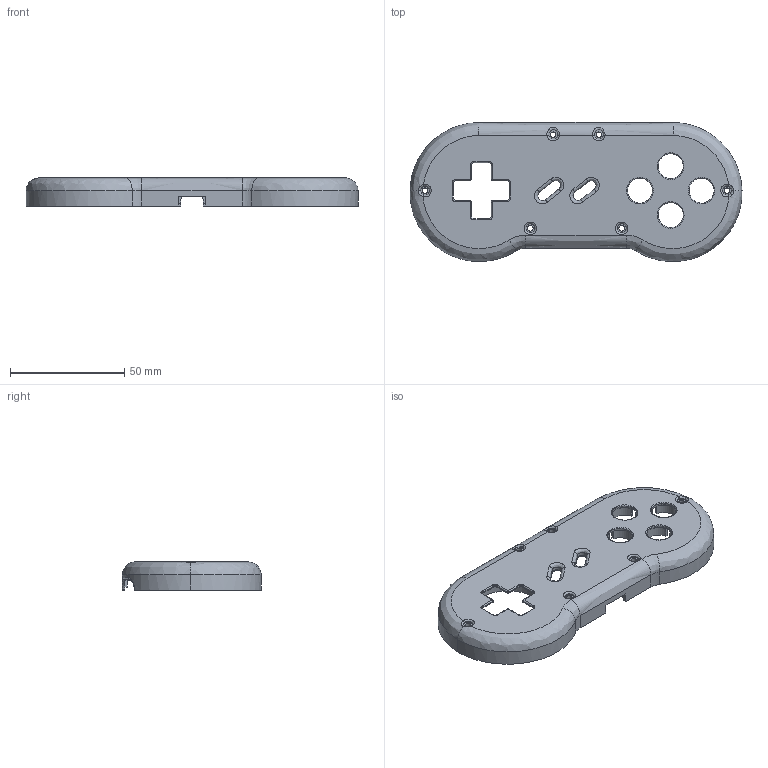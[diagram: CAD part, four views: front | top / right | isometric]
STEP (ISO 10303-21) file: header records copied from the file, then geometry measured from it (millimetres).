
FILE_DESCRIPTION(/* description */ (''),/* implementation_level */ '2;1');
FILE_NAME(/* name */ 'UpperShellBody_v3.step',/* time_stamp */ '2022-12-06T19:53:42-08:00',/* author */ (''),/* organization */ (''),/* preprocessor_version */ 'ST-DEVELOPER v19.2',/* originating_system */ 'Autodesk Translation Framework v11.17.0.187',/* authorisation */ '');
FILE_SCHEMA (('AUTOMOTIVE_DESIGN { 1 0 10303 214 3 1 1 }'));
Length unit declared in the file: millimetre
Products named in the file (1): UpperShellBody
Bounding box: 145.45 x 60.91 x 12.32 mm (x, y, z)
Volume: 19987.8 mm3; surface area: 23827.4 mm2
Topology: 1 solids, 1 shells, 375 faces, 955 edges, 607 vertices
Faces by surface type: plane 143, cylinder 123, bspline 83, torus 20, cone 6
Full cylindrical faces by diameter (mm): 1.6 x1, 2.4 x6, 2.6 x2, 3.7 x1, 4 x4, 4.85 x2, 5 x2, 5.5 x2, 7 x2, 7.5 x2, 29.2 x1, 31.1 x1
Entity records: 15997 total; most frequent: CARTESIAN_POINT 7275, ORIENTED_EDGE 1910, DIRECTION 1627, EDGE_CURVE 955, VERTEX_POINT 607, AXIS2_PLACEMENT_3D 589, LINE 449, VECTOR 449
